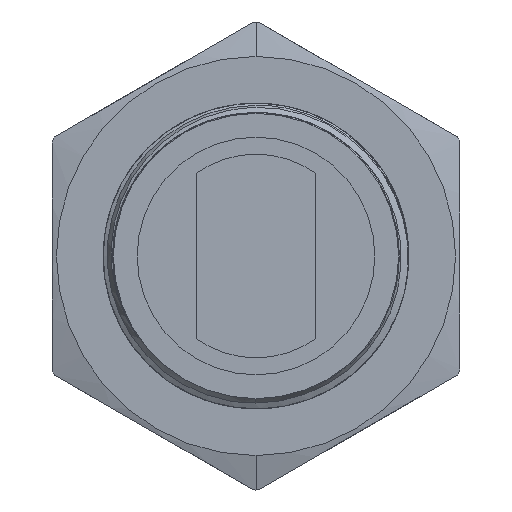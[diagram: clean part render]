
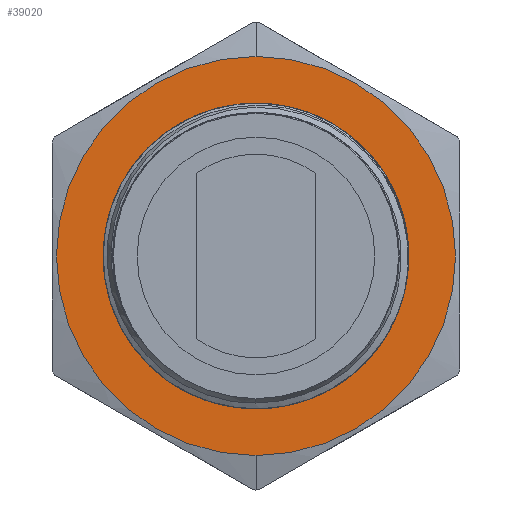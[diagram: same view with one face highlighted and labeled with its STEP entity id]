
A CAD part, front view. The second image highlights one B-rep face of the part: STEP entity #39020.
In plain terms, the highlighted face is planar.
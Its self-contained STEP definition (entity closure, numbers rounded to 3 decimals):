
#34084=CARTESIAN_POINT('',(0.,3.4,0.));
#34085=DIRECTION('',(0.,-1.,0.));
#34086=DIRECTION('',(-1.,0.,0.));
#34087=AXIS2_PLACEMENT_3D('',#34084,#34085,#34086);
#34092=CARTESIAN_POINT('',(0.,3.4,0.));
#34093=DIRECTION('',(0.,-1.,0.));
#34094=DIRECTION('',(1.,0.,0.));
#34095=AXIS2_PLACEMENT_3D('',#34092,#34093,#34094);
#34100=CARTESIAN_POINT('',(0.,3.4,0.));
#34101=DIRECTION('',(0.,1.,0.));
#34102=DIRECTION('',(-1.,0.,0.));
#34103=AXIS2_PLACEMENT_3D('',#34100,#34101,#34102);
#34108=CARTESIAN_POINT('',(0.,3.4,0.));
#34109=DIRECTION('',(0.,1.,0.));
#34110=DIRECTION('',(1.,0.,0.));
#34111=AXIS2_PLACEMENT_3D('',#34108,#34109,#34110);
#34138=CARTESIAN_POINT('',(8.5,3.4,0.));
#34139=VERTEX_POINT('',#34138);
#34140=CARTESIAN_POINT('',(-8.5,3.4,0.));
#34141=VERTEX_POINT('',#34140);
#34142=CARTESIAN_POINT('',(-11.75,3.4,0.));
#34143=CARTESIAN_POINT('',(11.75,3.4,0.));
#34144=VERTEX_POINT('',#34142);
#34145=VERTEX_POINT('',#34143);
#39005=CARTESIAN_POINT('',(0.,3.4,0.));
#39006=DIRECTION('',(0.,1.,0.));
#39007=DIRECTION('',(1.,0.,0.));
#39008=AXIS2_PLACEMENT_3D('',#39005,#39006,#39007);
#39009=PLANE('',#39008);
#39010=ORIENTED_EDGE('',*,*,#38993,.T.);
#39011=ORIENTED_EDGE('',*,*,#38979,.T.);
#39012=EDGE_LOOP('',(#39010,#39011));
#39013=FACE_OUTER_BOUND('',#39012,.F.);
#39015=ORIENTED_EDGE('',*,*,#39014,.T.);
#39017=ORIENTED_EDGE('',*,*,#39016,.T.);
#39018=EDGE_LOOP('',(#39015,#39017));
#39019=FACE_BOUND('',#39018,.F.);
#39020=ADVANCED_FACE('',(#39013,#39019),#39009,.T.);
#34088=CIRCLE('',#34087,11.75);
#34096=CIRCLE('',#34095,11.75);
#34104=CIRCLE('',#34103,8.5);
#34112=CIRCLE('',#34111,8.5);
#38979=EDGE_CURVE('',#34145,#34144,#34096,.T.);
#38993=EDGE_CURVE('',#34144,#34145,#34088,.T.);
#39014=EDGE_CURVE('',#34141,#34139,#34104,.T.);
#39016=EDGE_CURVE('',#34139,#34141,#34112,.T.);
